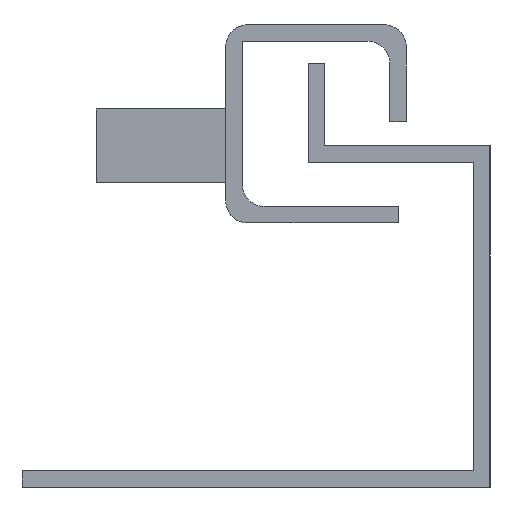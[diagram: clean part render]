
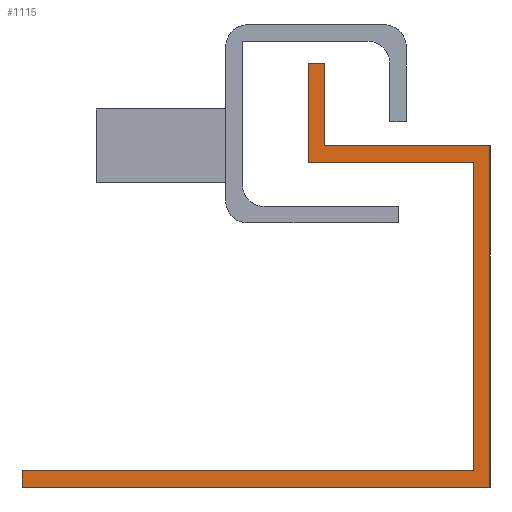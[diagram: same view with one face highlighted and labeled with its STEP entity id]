
A CAD part, left-side view. The second image highlights one B-rep face of the part: STEP entity #1115.
In plain terms, the highlighted planar face has unit normal (-1, 0, 0).
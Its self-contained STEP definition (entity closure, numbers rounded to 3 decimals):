
#135 = CARTESIAN_POINT ( 'NONE',  ( 0., 15., 31. ) ) ;
#170 = VERTEX_POINT ( 'NONE', #1864 ) ;
#247 = CARTESIAN_POINT ( 'NONE',  ( 0., 16.5, 29.5 ) ) ;
#327 = LINE ( 'NONE', #3676, #4219 ) ;
#466 = CARTESIAN_POINT ( 'NONE',  ( 0., 0., 0. ) ) ;
#883 = DIRECTION ( 'NONE',  ( 0., 1., 0. ) ) ;
#913 = LINE ( 'NONE', #2242, #5445 ) ;
#926 = VECTOR ( 'NONE', #883, 1000. ) ;
#944 = LINE ( 'NONE', #1854, #926 ) ;
#1066 = LINE ( 'NONE', #3674, #4881 ) ;
#1068 = CARTESIAN_POINT ( 'NONE',  ( 0., 42.5, 0. ) ) ;
#1096 = DIRECTION ( 'NONE',  ( 0., 0., 1. ) ) ;
#1115 = ADVANCED_FACE ( 'NONE', ( #1150 ), #3755, .F. ) ;
#1150 = FACE_OUTER_BOUND ( 'NONE', #3284, .T. ) ;
#1160 = DIRECTION ( 'NONE',  ( 0., 0., 1. ) ) ;
#1312 = DIRECTION ( 'NONE',  ( 0., 1., 0. ) ) ;
#1641 = CARTESIAN_POINT ( 'NONE',  ( 0., 42.5, 1.5 ) ) ;
#1684 = CARTESIAN_POINT ( 'NONE',  ( 0., 0., 0. ) ) ;
#1726 = VERTEX_POINT ( 'NONE', #2362 ) ;
#1755 = EDGE_CURVE ( 'NONE', #5048, #4655, #5411, .T. ) ;
#1854 = CARTESIAN_POINT ( 'NONE',  ( 0., 1.5, 29.5 ) ) ;
#1864 = CARTESIAN_POINT ( 'NONE',  ( 0., 1.5, 29.5 ) ) ;
#2003 = VERTEX_POINT ( 'NONE', #4165 ) ;
#2006 = EDGE_CURVE ( 'NONE', #170, #2003, #944, .T. ) ;
#2038 = EDGE_CURVE ( 'NONE', #3835, #2855, #913, .T. ) ;
#2040 = DIRECTION ( 'NONE',  ( 0., 0., -1. ) ) ;
#2170 = CARTESIAN_POINT ( 'NONE',  ( 0., 16.5, 38.5 ) ) ;
#2242 = CARTESIAN_POINT ( 'NONE',  ( 0., 42.5, 0. ) ) ;
#2351 = VECTOR ( 'NONE', #1160, 1000. ) ;
#2361 = DIRECTION ( 'NONE',  ( 0., 0., -1. ) ) ;
#2362 = CARTESIAN_POINT ( 'NONE',  ( 0., 0., 0. ) ) ;
#2420 = CARTESIAN_POINT ( 'NONE',  ( 0., 16.5, 38.5 ) ) ;
#2433 = ORIENTED_EDGE ( 'NONE', *, *, #4058, .F. ) ;
#2457 = VECTOR ( 'NONE', #1096, 1000. ) ;
#2470 = CARTESIAN_POINT ( 'NONE',  ( 0., 42.5, 1.5 ) ) ;
#2488 = VERTEX_POINT ( 'NONE', #3921 ) ;
#2520 = LINE ( 'NONE', #4643, #3406 ) ;
#2702 = AXIS2_PLACEMENT_3D ( 'NONE', #1684, #4639, #3278 ) ;
#2724 = EDGE_CURVE ( 'NONE', #2855, #2488, #2915, .T. ) ;
#2752 = CARTESIAN_POINT ( 'NONE',  ( 0., 1.5, 1.5 ) ) ;
#2855 = VERTEX_POINT ( 'NONE', #1641 ) ;
#2915 = LINE ( 'NONE', #2470, #3073 ) ;
#2974 = ORIENTED_EDGE ( 'NONE', *, *, #2724, .F. ) ;
#2991 = VECTOR ( 'NONE', #4896, 1000. ) ;
#3031 = ORIENTED_EDGE ( 'NONE', *, *, #2006, .F. ) ;
#3073 = VECTOR ( 'NONE', #4233, 1000. ) ;
#3118 = EDGE_CURVE ( 'NONE', #3765, #1726, #1066, .T. ) ;
#3182 = EDGE_CURVE ( 'NONE', #2488, #170, #4895, .T. ) ;
#3278 = DIRECTION ( 'NONE',  ( 0., 0., -1. ) ) ;
#3284 = EDGE_LOOP ( 'NONE', ( #4593, #2433, #3405, #3968, #3031, #4943, #2974, #5563, #5129, #3963 ) ) ;
#3405 = ORIENTED_EDGE ( 'NONE', *, *, #1755, .F. ) ;
#3406 = VECTOR ( 'NONE', #4237, 1000. ) ;
#3659 = CARTESIAN_POINT ( 'NONE',  ( 0., 0., 31. ) ) ;
#3674 = CARTESIAN_POINT ( 'NONE',  ( 0., 0., 31. ) ) ;
#3676 = CARTESIAN_POINT ( 'NONE',  ( 0., 15., 38.5 ) ) ;
#3755 = PLANE ( 'NONE',  #2702 ) ;
#3765 = VERTEX_POINT ( 'NONE', #3659 ) ;
#3835 = VERTEX_POINT ( 'NONE', #1068 ) ;
#3921 = CARTESIAN_POINT ( 'NONE',  ( 0., 1.5, 1.5 ) ) ;
#3947 = DIRECTION ( 'NONE',  ( 0., 0., 1. ) ) ;
#3963 = ORIENTED_EDGE ( 'NONE', *, *, #3118, .F. ) ;
#3968 = ORIENTED_EDGE ( 'NONE', *, *, #5306, .F. ) ;
#4058 = EDGE_CURVE ( 'NONE', #4655, #4328, #327, .T. ) ;
#4165 = CARTESIAN_POINT ( 'NONE',  ( 0., 16.5, 29.5 ) ) ;
#4219 = VECTOR ( 'NONE', #2040, 1000. ) ;
#4233 = DIRECTION ( 'NONE',  ( 0., -1., 0. ) ) ;
#4237 = DIRECTION ( 'NONE',  ( 0., -1., 0. ) ) ;
#4328 = VERTEX_POINT ( 'NONE', #135 ) ;
#4561 = EDGE_CURVE ( 'NONE', #4328, #3765, #2520, .T. ) ;
#4592 = LINE ( 'NONE', #247, #2351 ) ;
#4593 = ORIENTED_EDGE ( 'NONE', *, *, #4561, .F. ) ;
#4639 = DIRECTION ( 'NONE',  ( 1., 0., 0. ) ) ;
#4643 = CARTESIAN_POINT ( 'NONE',  ( 0., 15., 31. ) ) ;
#4655 = VERTEX_POINT ( 'NONE', #4692 ) ;
#4692 = CARTESIAN_POINT ( 'NONE',  ( 0., 15., 38.5 ) ) ;
#4791 = LINE ( 'NONE', #466, #4963 ) ;
#4881 = VECTOR ( 'NONE', #2361, 1000. ) ;
#4895 = LINE ( 'NONE', #2752, #2457 ) ;
#4896 = DIRECTION ( 'NONE',  ( 0., -1., 0. ) ) ;
#4943 = ORIENTED_EDGE ( 'NONE', *, *, #3182, .F. ) ;
#4963 = VECTOR ( 'NONE', #1312, 1000. ) ;
#5048 = VERTEX_POINT ( 'NONE', #2170 ) ;
#5129 = ORIENTED_EDGE ( 'NONE', *, *, #5454, .F. ) ;
#5306 = EDGE_CURVE ( 'NONE', #2003, #5048, #4592, .T. ) ;
#5411 = LINE ( 'NONE', #2420, #2991 ) ;
#5445 = VECTOR ( 'NONE', #3947, 1000. ) ;
#5454 = EDGE_CURVE ( 'NONE', #1726, #3835, #4791, .T. ) ;
#5563 = ORIENTED_EDGE ( 'NONE', *, *, #2038, .F. ) ;
